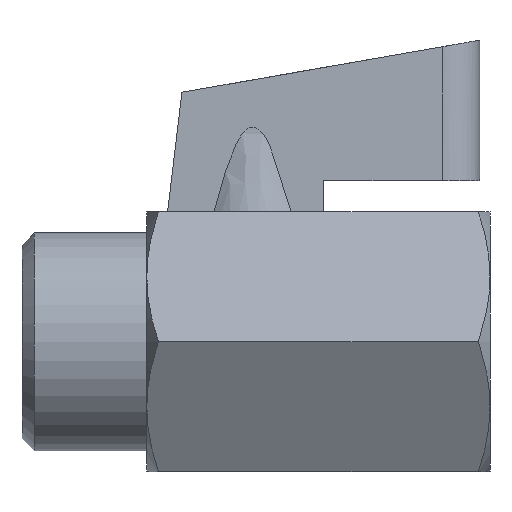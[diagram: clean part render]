
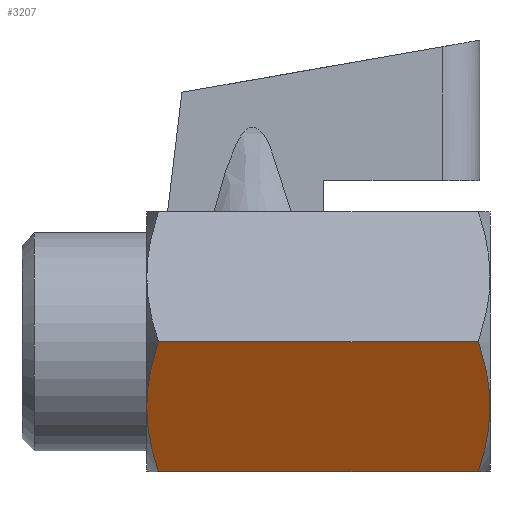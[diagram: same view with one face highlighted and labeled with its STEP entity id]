
A CAD part, front view. The second image highlights one B-rep face of the part: STEP entity #3207.
In plain terms, the highlighted face is planar.
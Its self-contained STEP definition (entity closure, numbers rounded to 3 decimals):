
#49=HYPERBOLA('',#3090,7.217,12.5);
#50=HYPERBOLA('',#3092,7.217,12.5);
#51=HYPERBOLA('',#3093,7.217,12.5);
#52=HYPERBOLA('',#3094,7.217,12.5);
#1529=VECTOR('',#2628,1.);
#1530=VECTOR('',#2637,1.);
#1601=LINE('',#2947,#1529);
#1602=LINE('',#2954,#1530);
#1845=ORIENTED_EDGE('',*,*,#2129,.T.);
#1846=ORIENTED_EDGE('',*,*,#2130,.F.);
#1847=ORIENTED_EDGE('',*,*,#2131,.F.);
#1848=ORIENTED_EDGE('',*,*,#2128,.F.);
#1849=ORIENTED_EDGE('',*,*,#2127,.F.);
#1850=ORIENTED_EDGE('',*,*,#2132,.T.);
#1978=VERTEX_POINT('',#2882);
#1991=VERTEX_POINT('',#2916);
#1996=VERTEX_POINT('',#2942);
#1997=VERTEX_POINT('',#2945);
#1998=VERTEX_POINT('',#2951);
#1999=VERTEX_POINT('',#2953);
#2127=EDGE_CURVE('',#1997,#1996,#1601,.T.);
#2128=EDGE_CURVE('',#1996,#1991,#49,.T.);
#2129=EDGE_CURVE('',#1978,#1998,#50,.T.);
#2130=EDGE_CURVE('',#1999,#1998,#1602,.T.);
#2131=EDGE_CURVE('',#1991,#1999,#51,.T.);
#2132=EDGE_CURVE('',#1997,#1978,#52,.T.);
#2218=EDGE_LOOP('',(#1845,#1846,#1847,#1848,#1849,#1850));
#2310=FACE_BOUND('',#2218,.T.);
#2628=DIRECTION('',(30.767,0.,0.));
#2631=DIRECTION('',(0.,-0.5,0.866));
#2632=DIRECTION('',(-1.,0.,0.));
#2633=DIRECTION('',(0.,-0.5,0.866));
#2634=DIRECTION('',(0.,-0.866,-0.5));
#2635=DIRECTION('',(0.,0.5,-0.866));
#2636=DIRECTION('',(1.,0.,0.));
#2637=DIRECTION('',(-30.767,0.,0.));
#2638=DIRECTION('',(0.,-0.5,0.866));
#2639=DIRECTION('',(-1.,0.,0.));
#2640=DIRECTION('',(0.,0.5,-0.866));
#2641=DIRECTION('',(1.,0.,0.));
#2882=CARTESIAN_POINT('',(31.044,20.637,10.825));
#2916=CARTESIAN_POINT('',(64.044,20.637,10.825));
#2942=CARTESIAN_POINT('',(62.927,26.887,14.434));
#2945=CARTESIAN_POINT('',(32.16,26.887,14.434));
#2947=CARTESIAN_POINT('',(32.16,26.887,14.434));
#2949=CARTESIAN_POINT('',(71.261,20.637,10.825));
#2950=CARTESIAN_POINT('',(31.044,20.637,10.825));
#2951=CARTESIAN_POINT('',(32.16,14.387,7.217));
#2952=CARTESIAN_POINT('',(23.827,20.637,10.825));
#2953=CARTESIAN_POINT('',(62.927,14.387,7.217));
#2954=CARTESIAN_POINT('',(62.927,14.387,7.217));
#2955=CARTESIAN_POINT('',(71.261,20.637,10.825));
#2956=CARTESIAN_POINT('',(23.827,20.637,10.825));
#3090=AXIS2_PLACEMENT_3D('',#2949,#2631,#2632);
#3091=AXIS2_PLACEMENT_3D('',#2950,#2633,#2634);
#3092=AXIS2_PLACEMENT_3D('',#2952,#2635,#2636);
#3093=AXIS2_PLACEMENT_3D('',#2955,#2638,#2639);
#3094=AXIS2_PLACEMENT_3D('',#2956,#2640,#2641);
#3145=PLANE('',#3091);
#3207=ADVANCED_FACE('',(#2310),#3145,.T.);
